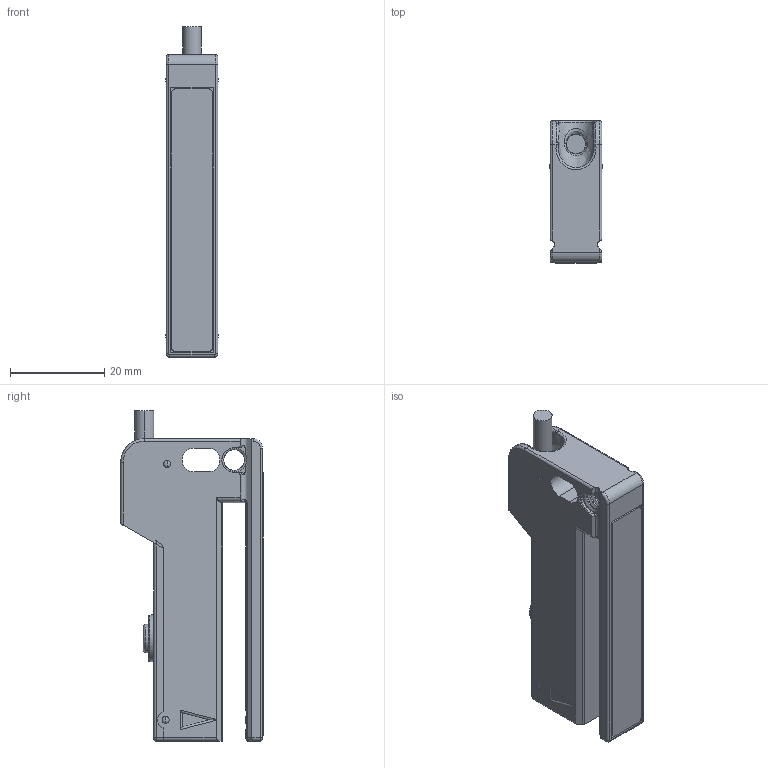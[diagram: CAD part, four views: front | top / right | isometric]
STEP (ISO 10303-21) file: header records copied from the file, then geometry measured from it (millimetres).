
FILE_DESCRIPTION((''),'2;1');
FILE_NAME('209764_ASM','2019-05-09T10:08:14',('pdmadmin'),('BANNER ENGINEERING'),'CREO PARAMETRIC BY PTC INC, 2018300','CREO PARAMETRIC BY PTC INC, 2018300','');
FILE_SCHEMA(('CONFIG_CONTROL_DESIGN'));
Length unit declared in the file: millimetre
Products named in the file (4): 209764-BASE; 209764-COVER; 209764-PIN; 209764_ASM
Assembly tree (4 placements, depth 2):
  209764_ASM
    209764-BASE
    209764-COVER
    209764-PIN  x2
Bounding box: 11.15 x 30.15 x 69.9 mm (x, y, z)
Volume: 14023.1 mm3; surface area: 7821.2 mm2
Topology: 4 solids, 4 shells, 271 faces, 696 edges, 431 vertices
Faces by surface type: cylinder 113, plane 81, bspline 44, torus 16, sphere 13, cone 4
Entity records: 13011 total; most frequent: CARTESIAN_POINT 6843, ORIENTED_EDGE 1344, DIRECTION 1159, EDGE_CURVE 672, AXIS2_PLACEMENT_3D 423, VERTEX_POINT 421, VECTOR 313, LINE 313
